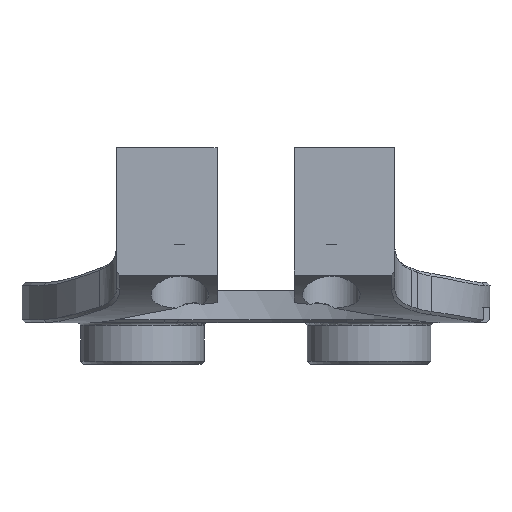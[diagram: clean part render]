
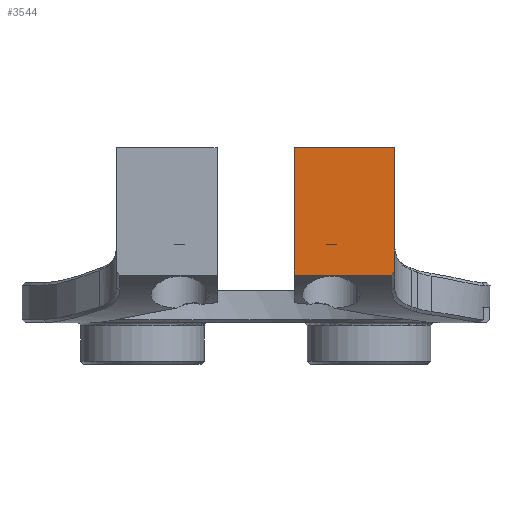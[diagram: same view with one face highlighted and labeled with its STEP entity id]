
A CAD part, front view. The second image highlights one B-rep face of the part: STEP entity #3544.
In plain terms, the highlighted planar face has unit normal (0, -1, 0).
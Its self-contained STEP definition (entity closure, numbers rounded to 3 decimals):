
#864=CARTESIAN_POINT('',(13.2,33.5,-17.371));
#865=CARTESIAN_POINT('',(13.251,33.5,-17.307));
#866=CARTESIAN_POINT('',(13.351,33.5,-17.179));
#867=CARTESIAN_POINT('',(13.451,33.5,-17.053));
#868=CARTESIAN_POINT('',(13.5,33.5,-16.989));
#870=DIRECTION('',(1.,0.,0.));
#871=VECTOR('',#870,9.45);
#872=CARTESIAN_POINT('',(3.75,33.5,-17.371));
#873=LINE('',#872,#871);
#874=DIRECTION('',(0.,0.,1.));
#875=VECTOR('',#874,12.371);
#876=CARTESIAN_POINT('',(3.75,33.5,-17.371));
#877=LINE('',#876,#875);
#1715=DIRECTION('',(-1.,0.,0.));
#1716=VECTOR('',#1715,9.75);
#1717=CARTESIAN_POINT('',(13.5,33.5,-5.));
#1718=LINE('',#1717,#1716);
#1736=DIRECTION('',(0.,0.,1.));
#1737=VECTOR('',#1736,11.989);
#1738=CARTESIAN_POINT('',(13.5,33.5,-16.989));
#1739=LINE('',#1738,#1737);
#2336=CARTESIAN_POINT('',(13.5,33.5,-5.));
#2338=VERTEX_POINT('',#2336);
#2374=CARTESIAN_POINT('',(3.75,33.5,-5.));
#2376=VERTEX_POINT('',#2374);
#2382=CARTESIAN_POINT('',(3.75,33.5,-17.371));
#2383=VERTEX_POINT('',#2382);
#2544=VERTEX_POINT('',#864);
#2545=VERTEX_POINT('',#868);
#3529=CARTESIAN_POINT('',(-13.5,33.5,-5.));
#3530=DIRECTION('',(0.,-1.,0.));
#3531=DIRECTION('',(1.,0.,0.));
#3532=AXIS2_PLACEMENT_3D('',#3529,#3530,#3531);
#3533=PLANE('',#3532);
#3535=ORIENTED_EDGE('',*,*,#3534,.F.);
#3536=ORIENTED_EDGE('',*,*,#3483,.F.);
#3537=ORIENTED_EDGE('',*,*,#3314,.T.);
#3539=ORIENTED_EDGE('',*,*,#3538,.F.);
#3541=ORIENTED_EDGE('',*,*,#3540,.F.);
#3542=EDGE_LOOP('',(#3535,#3536,#3537,#3539,#3541));
#3543=FACE_OUTER_BOUND('',#3542,.F.);
#3544=ADVANCED_FACE('',(#3543),#3533,.T.);
#869=B_SPLINE_CURVE_WITH_KNOTS('',3,(#864,#865,#866,#867,#868),.UNSPECIFIED.,
.F.,.F.,(4,1,4),(0.,0.5,1.),.UNSPECIFIED.);
#3314=EDGE_CURVE('',#2383,#2376,#877,.T.);
#3483=EDGE_CURVE('',#2383,#2544,#873,.T.);
#3534=EDGE_CURVE('',#2544,#2545,#869,.T.);
#3538=EDGE_CURVE('',#2338,#2376,#1718,.T.);
#3540=EDGE_CURVE('',#2545,#2338,#1739,.T.);
